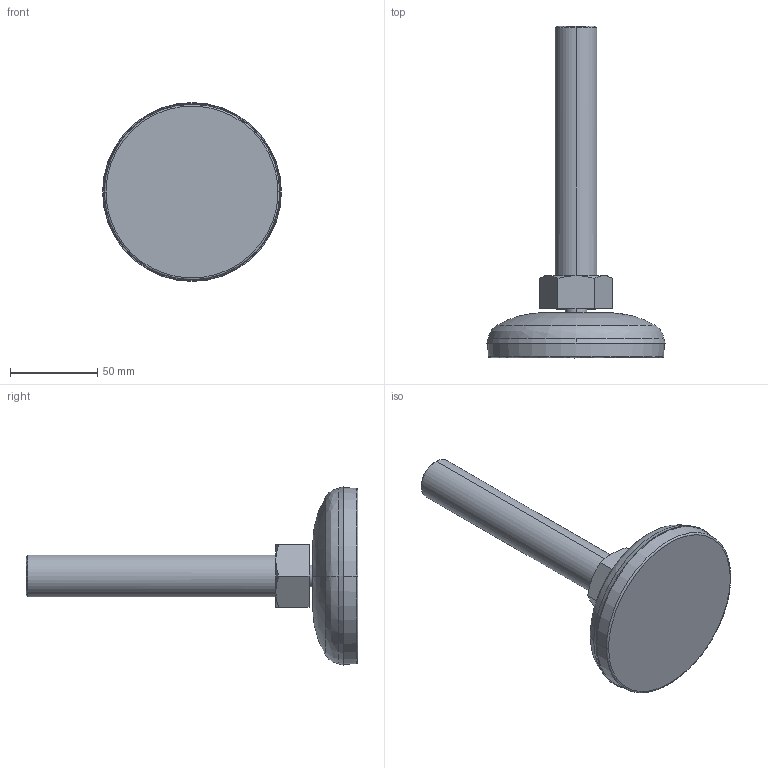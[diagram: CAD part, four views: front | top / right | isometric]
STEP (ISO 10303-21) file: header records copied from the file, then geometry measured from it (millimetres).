
FILE_DESCRIPTION (( 'STEP AP214' ), '1' );
FILE_NAME ('Rexnord-R0623 -643792.STEP', '2023-08-01T09:34:54', ( '' ), ( '' ), 'SwSTEP 2.0', 'SolidWorks 2022', '' );
FILE_SCHEMA (( 'AUTOMOTIVE_DESIGN' ));
Length unit declared in the file: millimetre
Products named in the file (3): Rexnord-R0623 -643792; Rexnord-R0623 -643792_R0623; Rexnord-R0623 -643792_M24
Assembly tree (2 placements, depth 2):
  Rexnord-R0623 -643792
    Rexnord-R0623 -643792_R0623
    Rexnord-R0623 -643792_M24
Bounding box: 102.4 x 190 x 102.4 mm (x, y, z)
Volume: 262248.3 mm3; surface area: 39678 mm2
Topology: 2 solids, 2 shells, 65 faces, 148 edges, 94 vertices
Faces by surface type: plane 21, cone 16, bspline 14, cylinder 14
Entity records: 3060 total; most frequent: CARTESIAN_POINT 804, DIRECTION 320, ORIENTED_EDGE 296, EDGE_CURVE 148, AXIS2_PLACEMENT_3D 138, VERTEX_POINT 94, CIRCLE 82, EDGE_LOOP 74
